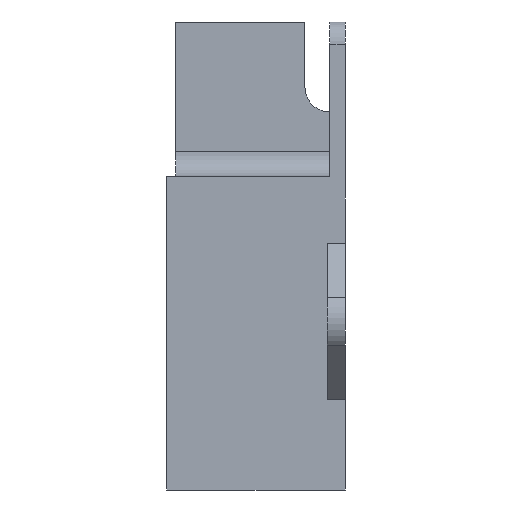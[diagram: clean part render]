
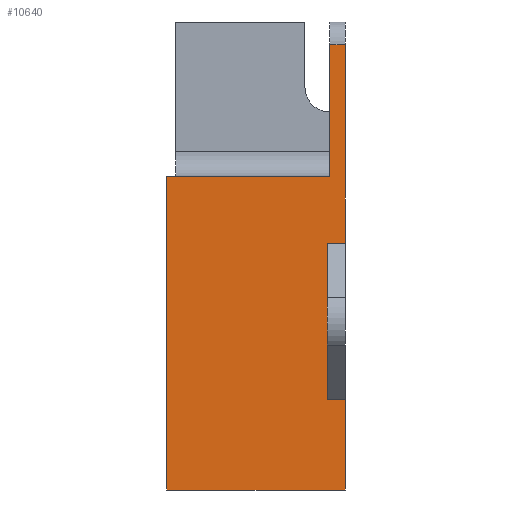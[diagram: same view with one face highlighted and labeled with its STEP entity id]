
A CAD part, left-side view. The second image highlights one B-rep face of the part: STEP entity #10640.
In plain terms, the highlighted planar face has unit normal (-1, 0, 0).
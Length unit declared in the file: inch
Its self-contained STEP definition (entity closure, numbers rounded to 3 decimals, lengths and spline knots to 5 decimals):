
#175 = VECTOR ( 'NONE', #4032, 39.37008 ) ;
#366 = ORIENTED_EDGE ( 'NONE', *, *, #9958, .T. ) ;
#466 = ORIENTED_EDGE ( 'NONE', *, *, #2478, .F. ) ;
#519 = ORIENTED_EDGE ( 'NONE', *, *, #2458, .T. ) ;
#556 = VERTEX_POINT ( 'NONE', #8544 ) ;
#746 = VERTEX_POINT ( 'NONE', #9564 ) ;
#783 = VECTOR ( 'NONE', #1997, 39.37008 ) ;
#1318 = DIRECTION ( 'NONE',  ( 0., 0., -1. ) ) ;
#1338 = EDGE_CURVE ( 'NONE', #746, #5768, #9662, .T. ) ;
#1485 = VERTEX_POINT ( 'NONE', #2486 ) ;
#1647 = CARTESIAN_POINT ( 'NONE',  ( -0.98, 0.07, 1.04 ) ) ;
#1694 = VECTOR ( 'NONE', #9348, 39.37008 ) ;
#1960 = DIRECTION ( 'NONE',  ( 0., 0., 1. ) ) ;
#1991 = CARTESIAN_POINT ( 'NONE',  ( -0.98, 0.795, 1.04 ) ) ;
#1997 = DIRECTION ( 'NONE',  ( 0., 0., 1. ) ) ;
#2005 = DIRECTION ( 'NONE',  ( 0., 1., 0. ) ) ;
#2224 = CARTESIAN_POINT ( 'NONE',  ( -0.98, 0.07, 0.355 ) ) ;
#2376 = EDGE_CURVE ( 'NONE', #8911, #5768, #9105, .T. ) ;
#2415 = ORIENTED_EDGE ( 'NONE', *, *, #10898, .T. ) ;
#2434 = VERTEX_POINT ( 'NONE', #10776 ) ;
#2458 = EDGE_CURVE ( 'NONE', #1485, #12752, #7858, .T. ) ;
#2478 = EDGE_CURVE ( 'NONE', #2434, #12752, #11820, .T. ) ;
#2486 = CARTESIAN_POINT ( 'NONE',  ( -0.98, 0., -1.04 ) ) ;
#2565 = CARTESIAN_POINT ( 'NONE',  ( -0.98, 0.08, -0.63713 ) ) ;
#2725 = DIRECTION ( 'NONE',  ( 0., -1., 0. ) ) ;
#3052 = CARTESIAN_POINT ( 'NONE',  ( -0.98, 0.795, 0.94 ) ) ;
#3239 = ORIENTED_EDGE ( 'NONE', *, *, #1338, .T. ) ;
#3304 = DIRECTION ( 'NONE',  ( 0., -1., 0. ) ) ;
#3604 = ORIENTED_EDGE ( 'NONE', *, *, #7208, .T. ) ;
#3682 = CARTESIAN_POINT ( 'NONE',  ( -0.98, 0.795, 1.04 ) ) ;
#3754 = VERTEX_POINT ( 'NONE', #6381 ) ;
#4032 = DIRECTION ( 'NONE',  ( 0., 0., 1. ) ) ;
#4095 = LINE ( 'NONE', #12035, #9717 ) ;
#4472 = VERTEX_POINT ( 'NONE', #12874 ) ;
#4611 = VECTOR ( 'NONE', #3304, 39.37008 ) ;
#4705 = ORIENTED_EDGE ( 'NONE', *, *, #6334, .T. ) ;
#5030 = LINE ( 'NONE', #9915, #175 ) ;
#5078 = DIRECTION ( 'NONE',  ( 0., 0., 1. ) ) ;
#5086 = LINE ( 'NONE', #6804, #6435 ) ;
#5185 = VERTEX_POINT ( 'NONE', #7528 ) ;
#5371 = CARTESIAN_POINT ( 'NONE',  ( -0.98, 0.795, -1.04 ) ) ;
#5540 = VECTOR ( 'NONE', #7218, 39.37008 ) ;
#5557 = VECTOR ( 'NONE', #2005, 39.37008 ) ;
#5768 = VERTEX_POINT ( 'NONE', #8557 ) ;
#6259 = AXIS2_PLACEMENT_3D ( 'NONE', #1991, #7350, #1318 ) ;
#6334 = EDGE_CURVE ( 'NONE', #4472, #556, #12222, .T. ) ;
#6381 = CARTESIAN_POINT ( 'NONE',  ( -0.98, 0., 0.05713 ) ) ;
#6409 = DIRECTION ( 'NONE',  ( 0., 1., 0. ) ) ;
#6435 = VECTOR ( 'NONE', #2725, 39.37008 ) ;
#6440 = ORIENTED_EDGE ( 'NONE', *, *, #2376, .F. ) ;
#6576 = FACE_OUTER_BOUND ( 'NONE', #6689, .T. ) ;
#6689 = EDGE_LOOP ( 'NONE', ( #519, #466, #2415, #366, #3604, #4705, #11364, #3239, #6440, #9948 ) ) ;
#6804 = CARTESIAN_POINT ( 'NONE',  ( -0.98, 0.08, 0.05713 ) ) ;
#6970 = VECTOR ( 'NONE', #1960, 39.37008 ) ;
#7037 = LINE ( 'NONE', #8727, #5540 ) ;
#7208 = EDGE_CURVE ( 'NONE', #3754, #4472, #5030, .T. ) ;
#7218 = DIRECTION ( 'NONE',  ( 0., -1., 0. ) ) ;
#7350 = DIRECTION ( 'NONE',  ( 1., 0., 0. ) ) ;
#7528 = CARTESIAN_POINT ( 'NONE',  ( -0.98, 0.08, 0.05713 ) ) ;
#7858 = LINE ( 'NONE', #12191, #783 ) ;
#8544 = CARTESIAN_POINT ( 'NONE',  ( -0.98, 0.07, 0.94 ) ) ;
#8557 = CARTESIAN_POINT ( 'NONE',  ( -0.98, 0.795, 0.355 ) ) ;
#8727 = CARTESIAN_POINT ( 'NONE',  ( -0.98, 0.795, -1.04 ) ) ;
#8911 = VERTEX_POINT ( 'NONE', #5371 ) ;
#9046 = CARTESIAN_POINT ( 'NONE',  ( -0.98, 0., -0.63713 ) ) ;
#9105 = LINE ( 'NONE', #3682, #1694 ) ;
#9348 = DIRECTION ( 'NONE',  ( 0., 0., 1. ) ) ;
#9564 = CARTESIAN_POINT ( 'NONE',  ( -0.98, 0.07, 0.355 ) ) ;
#9662 = LINE ( 'NONE', #2224, #9708 ) ;
#9708 = VECTOR ( 'NONE', #6409, 39.37008 ) ;
#9717 = VECTOR ( 'NONE', #5078, 39.37008 ) ;
#9915 = CARTESIAN_POINT ( 'NONE',  ( -0.98, 0., 1.04 ) ) ;
#9948 = ORIENTED_EDGE ( 'NONE', *, *, #11315, .T. ) ;
#9958 = EDGE_CURVE ( 'NONE', #5185, #3754, #5086, .T. ) ;
#10640 = ADVANCED_FACE ( 'NONE', ( #6576 ), #12595, .F. ) ;
#10776 = CARTESIAN_POINT ( 'NONE',  ( -0.98, 0.08, -0.63713 ) ) ;
#10898 = EDGE_CURVE ( 'NONE', #2434, #5185, #4095, .T. ) ;
#11273 = LINE ( 'NONE', #1647, #6970 ) ;
#11315 = EDGE_CURVE ( 'NONE', #8911, #1485, #7037, .T. ) ;
#11364 = ORIENTED_EDGE ( 'NONE', *, *, #11367, .F. ) ;
#11367 = EDGE_CURVE ( 'NONE', #746, #556, #11273, .T. ) ;
#11820 = LINE ( 'NONE', #2565, #4611 ) ;
#12035 = CARTESIAN_POINT ( 'NONE',  ( -0.98, 0.08, 1.04 ) ) ;
#12191 = CARTESIAN_POINT ( 'NONE',  ( -0.98, 0., 1.04 ) ) ;
#12222 = LINE ( 'NONE', #3052, #5557 ) ;
#12595 = PLANE ( 'NONE',  #6259 ) ;
#12752 = VERTEX_POINT ( 'NONE', #9046 ) ;
#12874 = CARTESIAN_POINT ( 'NONE',  ( -0.98, 0., 0.94 ) ) ;
